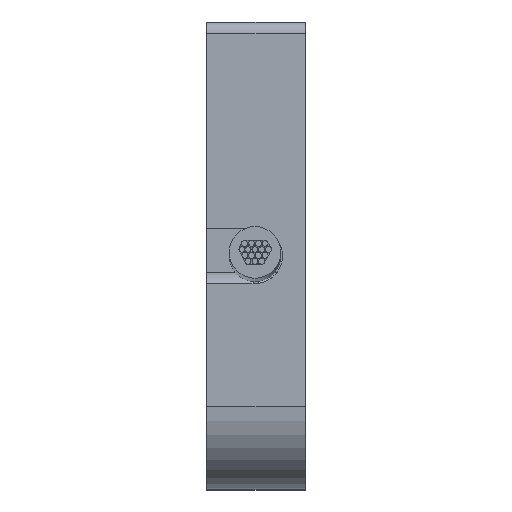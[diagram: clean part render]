
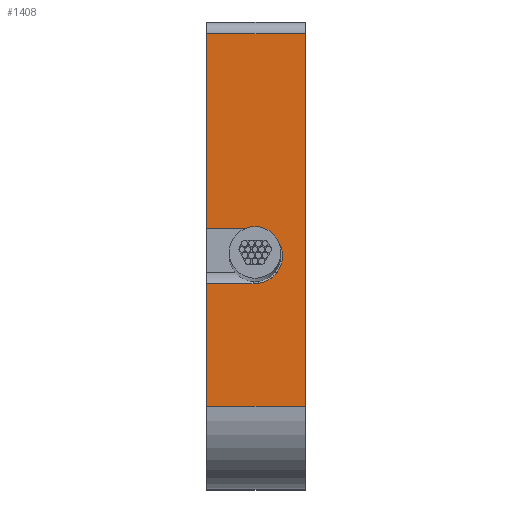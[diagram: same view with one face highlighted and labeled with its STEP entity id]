
A CAD part, top view. The second image highlights one B-rep face of the part: STEP entity #1408.
In plain terms, the highlighted planar face has unit normal (0, 0, 1).
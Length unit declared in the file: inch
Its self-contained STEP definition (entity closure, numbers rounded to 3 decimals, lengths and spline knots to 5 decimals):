
#53=DIRECTION('',(0.,-1.,0.));
#54=VECTOR('',#53,0.627);
#55=CARTESIAN_POINT('',(-0.08268,0.2535,0.3935));
#56=LINE('',#55,#54);
#113=DIRECTION('',(0.,-1.,0.));
#114=VECTOR('',#113,0.3275);
#115=CARTESIAN_POINT('',(0.08268,-0.046,0.3935));
#116=LINE('',#115,#114);
#137=DIRECTION('',(0.,-1.,0.));
#138=VECTOR('',#137,0.2065);
#139=CARTESIAN_POINT('',(0.08268,0.2535,0.3935));
#140=LINE('',#139,#138);
#225=DIRECTION('',(-1.,0.,0.));
#226=VECTOR('',#225,0.16535);
#227=CARTESIAN_POINT('',(0.08268,-0.3735,0.3935));
#228=LINE('',#227,#226);
#229=DIRECTION('',(-1.,0.,0.));
#230=VECTOR('',#229,0.16535);
#231=CARTESIAN_POINT('',(0.08268,0.2535,0.3935));
#232=LINE('',#231,#230);
#233=DIRECTION('',(-1.,0.,0.));
#234=VECTOR('',#233,0.081);
#235=CARTESIAN_POINT('',(0.08268,0.047,0.3935));
#236=LINE('',#235,#234);
#237=CARTESIAN_POINT('',(0.00168,0.0005,0.3935));
#238=DIRECTION('',(0.,0.,1.));
#239=DIRECTION('',(0.,1.,0.));
#240=AXIS2_PLACEMENT_3D('',#237,#238,#239);
#242=DIRECTION('',(-1.,0.,0.));
#243=VECTOR('',#242,0.081);
#244=CARTESIAN_POINT('',(0.08268,-0.046,0.3935));
#245=LINE('',#244,#243);
#905=CARTESIAN_POINT('',(-0.08268,0.2535,0.3935));
#907=VERTEX_POINT('',#905);
#911=CARTESIAN_POINT('',(0.08268,0.2535,0.3935));
#912=VERTEX_POINT('',#911);
#957=CARTESIAN_POINT('',(0.08268,-0.046,0.3935));
#959=VERTEX_POINT('',#957);
#961=CARTESIAN_POINT('',(0.08268,0.047,0.3935));
#962=CARTESIAN_POINT('',(0.00168,0.047,0.3935));
#963=VERTEX_POINT('',#961);
#964=VERTEX_POINT('',#962);
#965=CARTESIAN_POINT('',(0.00168,-0.046,0.3935));
#966=VERTEX_POINT('',#965);
#1098=CARTESIAN_POINT('',(-0.08268,-0.3735,0.3935));
#1100=VERTEX_POINT('',#1098);
#1101=CARTESIAN_POINT('',(0.08268,-0.3735,0.3935));
#1102=VERTEX_POINT('',#1101);
#1389=CARTESIAN_POINT('',(-0.08268,0.3935,0.3935));
#1390=DIRECTION('',(0.,0.,1.));
#1391=DIRECTION('',(0.,-1.,0.));
#1392=AXIS2_PLACEMENT_3D('',#1389,#1390,#1391);
#1393=PLANE('',#1392);
#1394=ORIENTED_EDGE('',*,*,#1381,.T.);
#1395=ORIENTED_EDGE('',*,*,#1136,.F.);
#1397=ORIENTED_EDGE('',*,*,#1396,.F.);
#1398=ORIENTED_EDGE('',*,*,#1253,.T.);
#1400=ORIENTED_EDGE('',*,*,#1399,.T.);
#1402=ORIENTED_EDGE('',*,*,#1401,.T.);
#1404=ORIENTED_EDGE('',*,*,#1403,.F.);
#1405=ORIENTED_EDGE('',*,*,#1231,.T.);
#1406=EDGE_LOOP('',(#1394,#1395,#1397,#1398,#1400,#1402,#1404,#1405));
#1407=FACE_OUTER_BOUND('',#1406,.F.);
#1408=ADVANCED_FACE('',(#1407),#1393,.T.);
#241=CIRCLE('',#240,0.0465);
#1136=EDGE_CURVE('',#907,#1100,#56,.T.);
#1231=EDGE_CURVE('',#959,#1102,#116,.T.);
#1253=EDGE_CURVE('',#912,#963,#140,.T.);
#1381=EDGE_CURVE('',#1102,#1100,#228,.T.);
#1396=EDGE_CURVE('',#912,#907,#232,.T.);
#1399=EDGE_CURVE('',#963,#964,#236,.T.);
#1401=EDGE_CURVE('',#964,#966,#241,.T.);
#1403=EDGE_CURVE('',#959,#966,#245,.T.);
